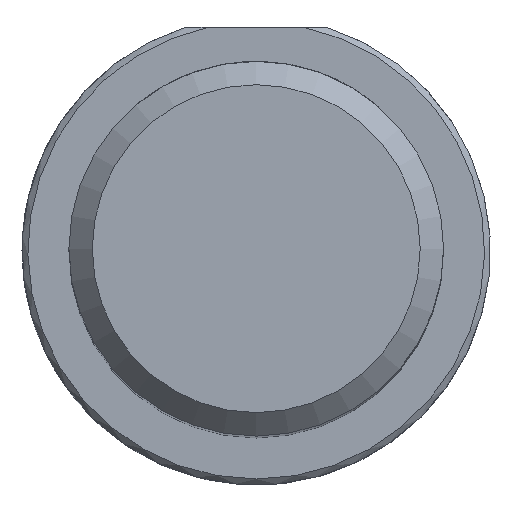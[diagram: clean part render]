
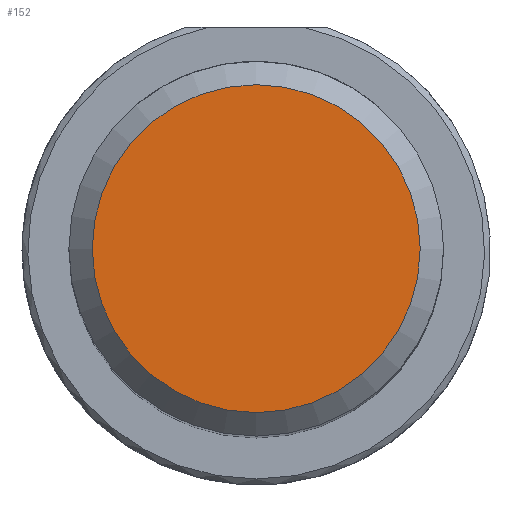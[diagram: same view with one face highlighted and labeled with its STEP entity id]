
A CAD part, top view. The second image highlights one B-rep face of the part: STEP entity #152.
In plain terms, the highlighted planar face has unit normal (0, 0, 1).
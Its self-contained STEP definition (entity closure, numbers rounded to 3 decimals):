
#107=FACE_OUTER_BOUND('',#206,.T.);
#114=PLANE('',#407);
#152=ADVANCED_FACE('CU_CY_SU_2',(#107),#114,.T.);
#206=EDGE_LOOP('',(#253));
#253=ORIENTED_EDGE('',*,*,#313,.T.);
#287=VERTEX_POINT('',#628);
#313=EDGE_CURVE('',#287,#287,#327,.T.);
#327=CIRCLE('',#405,7.);
#405=AXIS2_PLACEMENT_3D('',#627,#474,#475);
#407=AXIS2_PLACEMENT_3D('',#630,#478,#479);
#474=DIRECTION('',(0.,0.,1.));
#475=DIRECTION('',(1.,0.,0.));
#478=DIRECTION('',(0.,0.,1.));
#479=DIRECTION('',(1.,0.,0.));
#627=CARTESIAN_POINT('',(0.,0.,48.));
#628=CARTESIAN_POINT('',(7.,0.,48.));
#630=CARTESIAN_POINT('',(0.,0.,48.));
